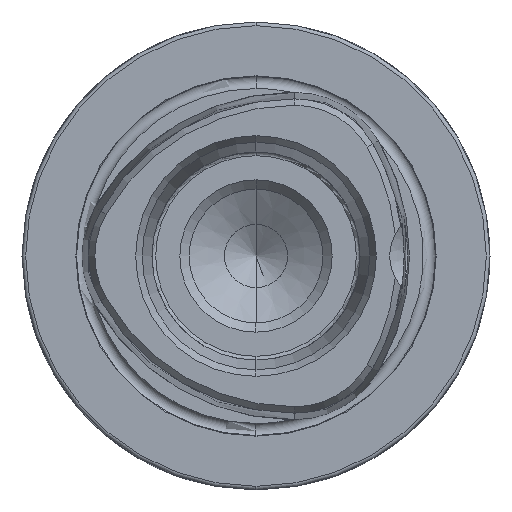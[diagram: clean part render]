
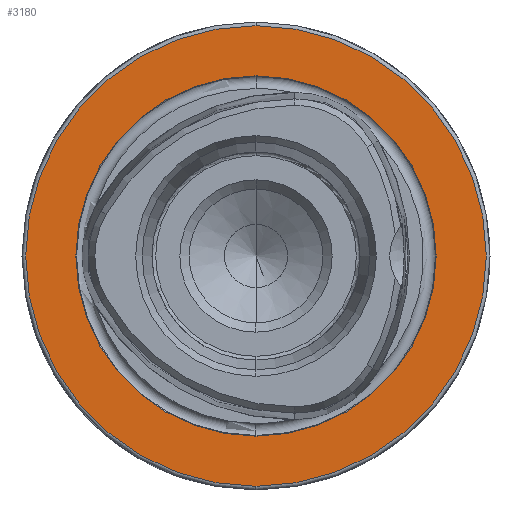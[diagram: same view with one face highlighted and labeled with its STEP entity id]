
A CAD part, left-side view. The second image highlights one B-rep face of the part: STEP entity #3180.
In plain terms, the highlighted planar face has unit normal (-1, 0, 0).
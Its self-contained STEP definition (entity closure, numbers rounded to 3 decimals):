
#60 = DIRECTION ( 'NONE',  ( 0., 0., 1. ) ) ;
#126 = CARTESIAN_POINT ( 'NONE',  ( 0., 0., 24.25 ) ) ;
#246 = CARTESIAN_POINT ( 'NONE',  ( 0., 0., 31. ) ) ;
#269 = CARTESIAN_POINT ( 'NONE',  ( 0., 0., -24.25 ) ) ;
#587 = CARTESIAN_POINT ( 'NONE',  ( 0., 0., -31. ) ) ;
#1068 = EDGE_CURVE ( 'NONE', #4077, #4276, #2866, .T. ) ;
#1069 = EDGE_CURVE ( 'NONE', #4156, #4299, #6105, .T. ) ;
#2866 = CIRCLE ( 'NONE', #4750, 31. ) ;
#3180 = ADVANCED_FACE ( 'NONE', ( #3377, #3427 ), #9240, .F. ) ;
#3377 = FACE_BOUND ( 'NONE', #8984, .T. ) ;
#3427 = FACE_OUTER_BOUND ( 'NONE', #4660, .T. ) ;
#3779 = EDGE_CURVE ( 'NONE', #4276, #4077, #4023, .T. ) ;
#3784 = EDGE_CURVE ( 'NONE', #4299, #4156, #3965, .T. ) ;
#3965 = CIRCLE ( 'NONE', #8428, 24.25 ) ;
#4023 = CIRCLE ( 'NONE', #8424, 31. ) ;
#4077 = VERTEX_POINT ( 'NONE', #587 ) ;
#4156 = VERTEX_POINT ( 'NONE', #126 ) ;
#4276 = VERTEX_POINT ( 'NONE', #246 ) ;
#4299 = VERTEX_POINT ( 'NONE', #269 ) ;
#4660 = EDGE_LOOP ( 'NONE', ( #4990, #5024 ) ) ;
#4750 = AXIS2_PLACEMENT_3D ( 'NONE', #4921, #4907, #4912 ) ;
#4751 = AXIS2_PLACEMENT_3D ( 'NONE', #4953, #4942, #4957 ) ;
#4907 = DIRECTION ( 'NONE',  ( -1., 0., 0. ) ) ;
#4912 = DIRECTION ( 'NONE',  ( 0., 0., 1. ) ) ;
#4921 = CARTESIAN_POINT ( 'NONE',  ( 0., 0., 0. ) ) ;
#4942 = DIRECTION ( 'NONE',  ( -1., 0., 0. ) ) ;
#4953 = CARTESIAN_POINT ( 'NONE',  ( 0., 0., 0. ) ) ;
#4957 = DIRECTION ( 'NONE',  ( 0., 0., 1. ) ) ;
#4990 = ORIENTED_EDGE ( 'NONE', *, *, #3779, .T. ) ;
#5024 = ORIENTED_EDGE ( 'NONE', *, *, #1068, .T. ) ;
#5045 = ORIENTED_EDGE ( 'NONE', *, *, #1069, .F. ) ;
#5076 = ORIENTED_EDGE ( 'NONE', *, *, #3784, .F. ) ;
#5102 = CARTESIAN_POINT ( 'NONE',  ( 0., 0., 0. ) ) ;
#5121 = DIRECTION ( 'NONE',  ( -1., 0., 0. ) ) ;
#5125 = DIRECTION ( 'NONE',  ( 0., 0., 1. ) ) ;
#5158 = CARTESIAN_POINT ( 'NONE',  ( 0., 0., 0. ) ) ;
#5163 = DIRECTION ( 'NONE',  ( -1., 0., 0. ) ) ;
#6105 = CIRCLE ( 'NONE', #4751, 24.25 ) ;
#8424 = AXIS2_PLACEMENT_3D ( 'NONE', #5158, #5121, #5125 ) ;
#8428 = AXIS2_PLACEMENT_3D ( 'NONE', #5102, #5163, #60 ) ;
#8984 = EDGE_LOOP ( 'NONE', ( #5045, #5076 ) ) ;
#9101 = AXIS2_PLACEMENT_3D ( 'NONE', #9183, #9280, #9391 ) ;
#9183 = CARTESIAN_POINT ( 'NONE',  ( 0., 24.25, 0. ) ) ;
#9240 = PLANE ( 'NONE',  #9101 ) ;
#9280 = DIRECTION ( 'NONE',  ( 1., 0., 0. ) ) ;
#9391 = DIRECTION ( 'NONE',  ( 0., 0., -1. ) ) ;
